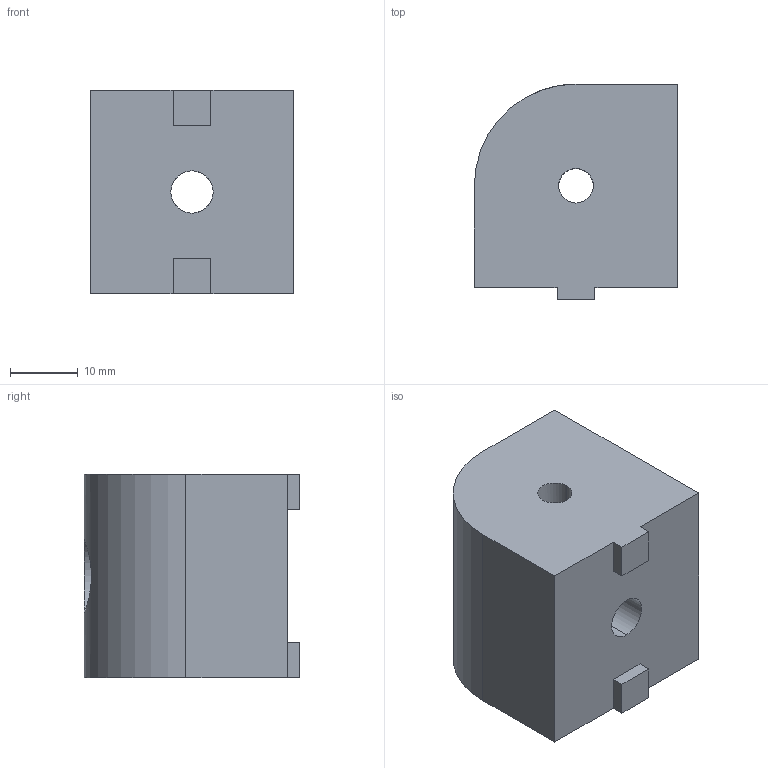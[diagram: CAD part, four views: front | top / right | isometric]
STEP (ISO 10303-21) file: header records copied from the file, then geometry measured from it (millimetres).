
FILE_DESCRIPTION (( 'STEP AP214' ), '1' );
FILE_NAME ('栖闉罻1.STEP', '2022-02-28T06:16:59', ( '砐錪賧瘔蠈錪 Windows' ), ( '' ), 'SwSTEP 2.0', 'SolidWorks 2021', '' );
FILE_SCHEMA (( 'AUTOMOTIVE_DESIGN' ));
Length unit declared in the file: millimetre
Products named in the file (2): 栖闉罻1; A455 Ïîâîðîòíûé êðîíøòåéí 90ãð, ïàç 8
Assembly tree (1 placements, depth 2):
  栖闉罻1
    A455 Ïîâîðîòíûé êðîíøòåéí 90ãð, ïàç 8
Bounding box: 30 x 31.8 x 30 mm (x, y, z)
Volume: 23607.6 mm3; surface area: 6168.9 mm2
Topology: 1 solids, 1 shells, 24 faces, 70 edges, 46 vertices
Faces by surface type: plane 15, cylinder 9
Entity records: 1056 total; most frequent: CARTESIAN_POINT 305, ORIENTED_EDGE 140, DIRECTION 130, EDGE_CURVE 70, LINE 48, VECTOR 48, VERTEX_POINT 46, AXIS2_PLACEMENT_3D 41
